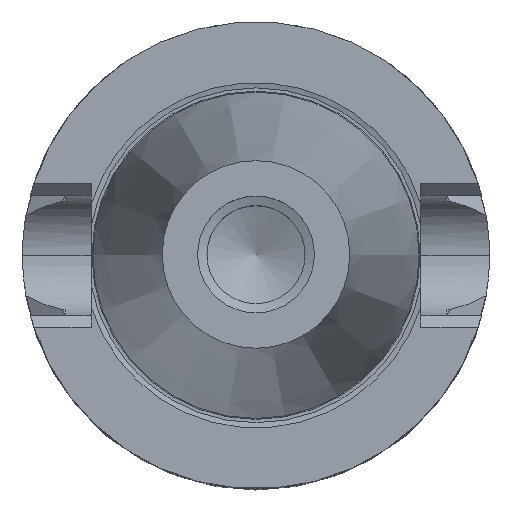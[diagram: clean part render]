
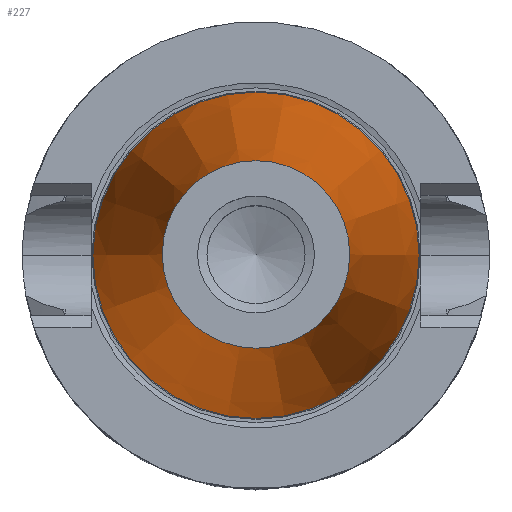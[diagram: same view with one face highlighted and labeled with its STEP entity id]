
A CAD part, top view. The second image highlights one B-rep face of the part: STEP entity #227.
In plain terms, the highlighted conical face has half-angle 8.298 degrees and reference radius 20.078 mm.
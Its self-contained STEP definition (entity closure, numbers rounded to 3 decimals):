
#210=CONICAL_SURFACE('',#896,20.078,8.298);
#227=ADVANCED_FACE('',(#298,#299),#210,.T.);
#298=FACE_BOUND('',#336,.T.);
#299=FACE_BOUND('',#337,.T.);
#336=EDGE_LOOP('',(#406));
#337=EDGE_LOOP('',(#407));
#406=ORIENTED_EDGE('',*,*,#714,.T.);
#407=ORIENTED_EDGE('',*,*,#712,.F.);
#629=VERTEX_POINT('',#1248);
#631=VERTEX_POINT('',#1254);
#712=EDGE_CURVE('',#629,#629,#826,.T.);
#714=EDGE_CURVE('',#631,#631,#828,.T.);
#826=CIRCLE('',#890,34.925);
#828=CIRCLE('',#894,20.078);
#890=AXIS2_PLACEMENT_3D('',#1247,#1000,#1001);
#894=AXIS2_PLACEMENT_3D('',#1253,#1008,#1009);
#896=AXIS2_PLACEMENT_3D('',#1256,#1012,#1013);
#1000=DIRECTION('',(0.,0.,-1.));
#1001=DIRECTION('',(-1.,0.,0.));
#1008=DIRECTION('',(0.,0.,-1.));
#1009=DIRECTION('',(-1.,0.,0.));
#1012=DIRECTION('',(0.,0.,-1.));
#1013=DIRECTION('',(-1.,0.,0.));
#1247=CARTESIAN_POINT('',(0.,0.,0.));
#1248=CARTESIAN_POINT('',(-34.925,0.,0.));
#1253=CARTESIAN_POINT('',(0.,0.,101.8));
#1254=CARTESIAN_POINT('',(-20.078,0.,101.8));
#1256=CARTESIAN_POINT('',(0.,0.,101.8));
